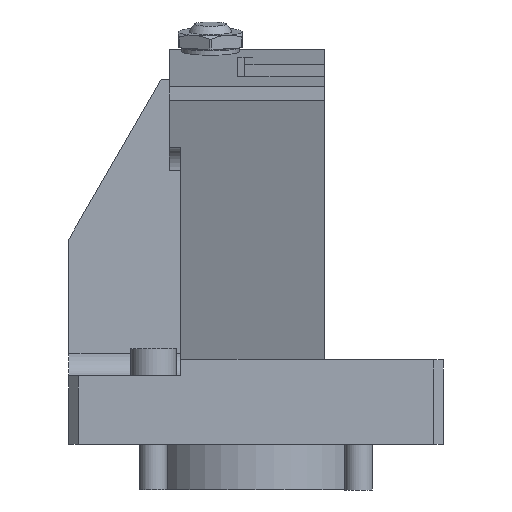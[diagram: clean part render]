
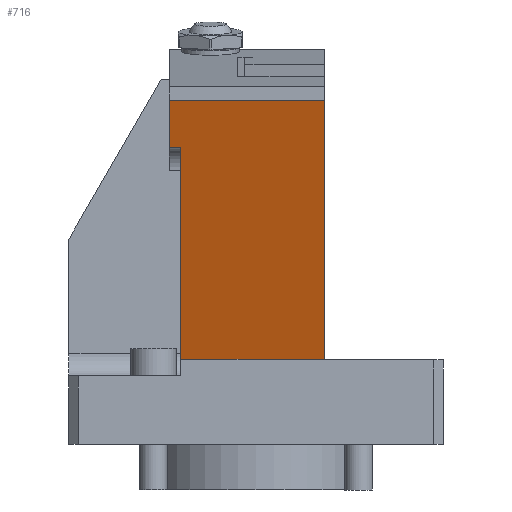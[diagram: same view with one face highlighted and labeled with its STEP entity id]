
A CAD part, front view. The second image highlights one B-rep face of the part: STEP entity #716.
In plain terms, the highlighted planar face has unit normal (0, -0.951, -0.309).
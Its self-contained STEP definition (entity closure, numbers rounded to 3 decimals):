
#142=LINE('',#3559,#351);
#149=LINE('',#3574,#358);
#150=LINE('',#3577,#359);
#151=LINE('',#3579,#360);
#152=LINE('',#3581,#361);
#153=LINE('',#3582,#362);
#351=VECTOR('',#2825,1.);
#358=VECTOR('',#2836,1.);
#359=VECTOR('',#2837,1.);
#360=VECTOR('',#2838,1.);
#361=VECTOR('',#2839,1.);
#362=VECTOR('',#2840,1.);
#527=PLANE('',#2513);
#607=FACE_OUTER_BOUND('',#988,.T.);
#716=ADVANCED_FACE('',(#607),#527,.T.);
#988=EDGE_LOOP('',(#1230,#1231,#1232,#1233,#1234,#1235));
#1230=ORIENTED_EDGE('',*,*,#2123,.F.);
#1231=ORIENTED_EDGE('',*,*,#2124,.F.);
#1232=ORIENTED_EDGE('',*,*,#2125,.F.);
#1233=ORIENTED_EDGE('',*,*,#2126,.F.);
#1234=ORIENTED_EDGE('',*,*,#2116,.T.);
#1235=ORIENTED_EDGE('',*,*,#2127,.T.);
#1882=VERTEX_POINT('',#3558);
#1883=VERTEX_POINT('',#3560);
#1889=VERTEX_POINT('',#3575);
#1890=VERTEX_POINT('',#3576);
#1891=VERTEX_POINT('',#3578);
#1892=VERTEX_POINT('',#3580);
#2116=EDGE_CURVE('',#1883,#1882,#142,.T.);
#2123=EDGE_CURVE('',#1889,#1890,#149,.T.);
#2124=EDGE_CURVE('',#1891,#1889,#150,.T.);
#2125=EDGE_CURVE('',#1892,#1891,#151,.T.);
#2126=EDGE_CURVE('',#1883,#1892,#152,.T.);
#2127=EDGE_CURVE('',#1882,#1890,#153,.T.);
#2513=AXIS2_PLACEMENT_3D('',#3583,#2841,#2842);
#2825=DIRECTION('',(0.,-0.309,0.951));
#2836=DIRECTION('',(0.,-0.309,0.951));
#2837=DIRECTION('',(-1.,0.,0.));
#2838=DIRECTION('',(0.,-0.309,0.951));
#2839=DIRECTION('',(-1.,0.,0.));
#2840=DIRECTION('',(-1.,0.,0.));
#2841=DIRECTION('',(0.,-0.951,-0.309));
#2842=DIRECTION('',(0.,0.309,-0.951));
#3558=CARTESIAN_POINT('',(15.,-64.,75.403));
#3559=CARTESIAN_POINT('',(15.,-45.576,18.7));
#3560=CARTESIAN_POINT('',(15.,-45.576,18.7));
#3574=CARTESIAN_POINT('',(-19.,-45.576,18.7));
#3575=CARTESIAN_POINT('',(-19.,-60.62,65.));
#3576=CARTESIAN_POINT('',(-19.,-64.,75.403));
#3577=CARTESIAN_POINT('',(41.,-60.62,65.));
#3578=CARTESIAN_POINT('',(-16.5,-60.62,65.));
#3579=CARTESIAN_POINT('',(-16.5,-45.576,18.7));
#3580=CARTESIAN_POINT('',(-16.5,-45.576,18.7));
#3581=CARTESIAN_POINT('',(41.,-45.576,18.7));
#3582=CARTESIAN_POINT('',(41.,-64.,75.403));
#3583=CARTESIAN_POINT('',(41.,-45.576,18.7));
